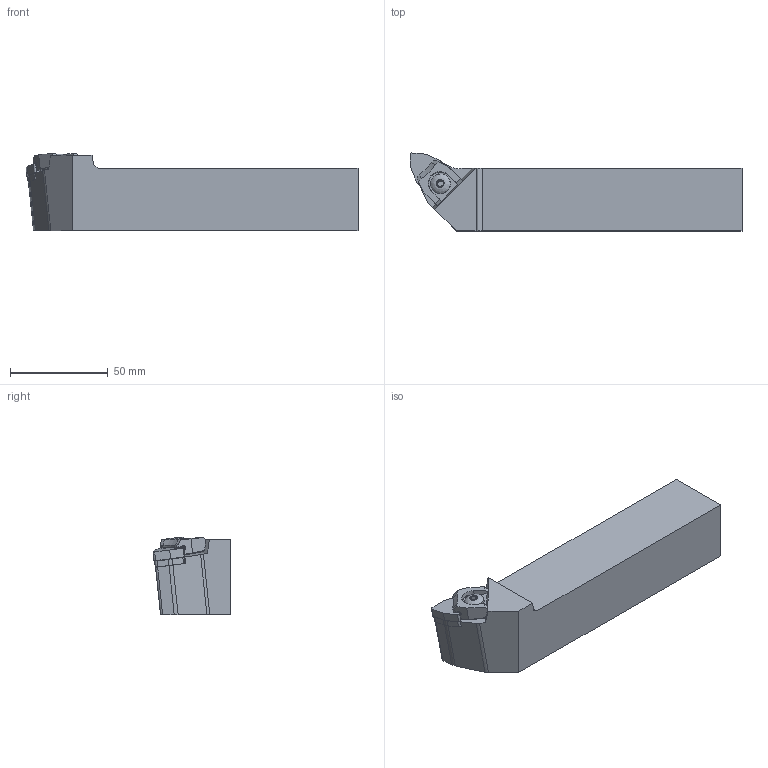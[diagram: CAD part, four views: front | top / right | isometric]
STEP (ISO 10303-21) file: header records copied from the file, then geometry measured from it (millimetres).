
FILE_DESCRIPTION(/* description */ (''),/* implementation_level */ '2;1');
FILE_NAME(/* name */ 'MWLNL-3232-P08.stp',/* time_stamp */ '2023-10-04T09:46:47+03:00',/* author */ (''),/* organization */ (''),/* preprocessor_version */ 'ST-DEVELOPER v19.4',/* originating_system */ 'SIEMENS PLM Software NX2306.3001',/* authorisation */ '');
FILE_SCHEMA (('AUTOMOTIVE_DESIGN { 1 0 10303 214 3 1 1 1 }'));
Length unit declared in the file: millimetre
Products named in the file (1): MWLNR-3232-P08
Bounding box: 169.93 x 39.92 x 39.47 mm (x, y, z)
Volume: 169269.1 mm3; surface area: 24975.9 mm2
Topology: 2 solids, 3 shells, 181 faces, 491 edges, 314 vertices
Faces by surface type: plane 79, cylinder 62, bspline 22, cone 8, torus 5, sphere 4, extrusion 1
Full cylindrical faces by diameter (mm): 6 x1, 10 x1
Entity records: 12146 total; most frequent: CARTESIAN_POINT 7754, ORIENTED_EDGE 946, DIRECTION 825, EDGE_CURVE 473, VERTEX_POINT 307, AXIS2_PLACEMENT_3D 296, VECTOR 233, LINE 232
